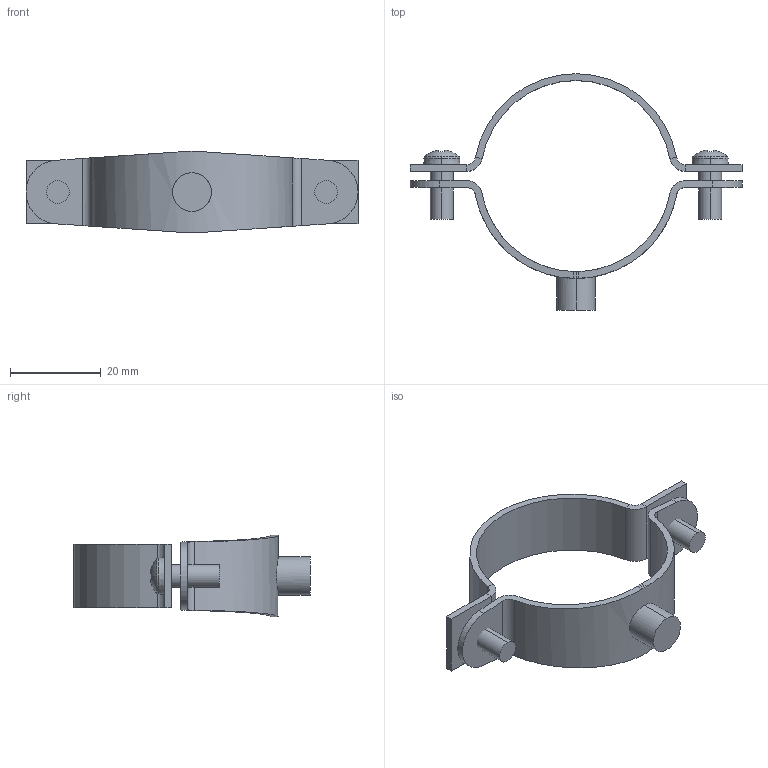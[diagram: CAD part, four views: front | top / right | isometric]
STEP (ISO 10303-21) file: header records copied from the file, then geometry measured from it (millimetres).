
FILE_DESCRIPTION (( 'STEP AP214' ), '1' );
FILE_NAME ('1360426_KSTP1.stp', '2018-09-25T12:49:52', ( '' ), ( '' ), 'SwSTEP 2.0', 'SolidWorks 2016', '' );
FILE_SCHEMA (( 'AUTOMOTIVE_DESIGN' ));
Length unit declared in the file: millimetre
Products named in the file (4): BW001_M5 x 12; BB013-21-02_Standard; BB013-21-01_Standard; 1360426_KSTP1
Assembly tree (4 placements, depth 2):
  1360426_KSTP1
    BB013-21-01_Standard
    BB013-21-02_Standard
    BW001_M5 x 12  x2
Bounding box: 73 x 52 x 17.98 mm (x, y, z)
Volume: 5146.3 mm3; surface area: 6942.8 mm2
Topology: 4 solids, 4 shells, 90 faces, 217 edges, 138 vertices
Faces by surface type: plane 55, cylinder 23, torus 4, cone 4, sphere 4
Entity records: 2169 total; most frequent: CARTESIAN_POINT 465, DIRECTION 331, ORIENTED_EDGE 318, EDGE_CURVE 159, AXIS2_PLACEMENT_3D 122, VERTEX_POINT 100, VECTOR 87, LINE 87
